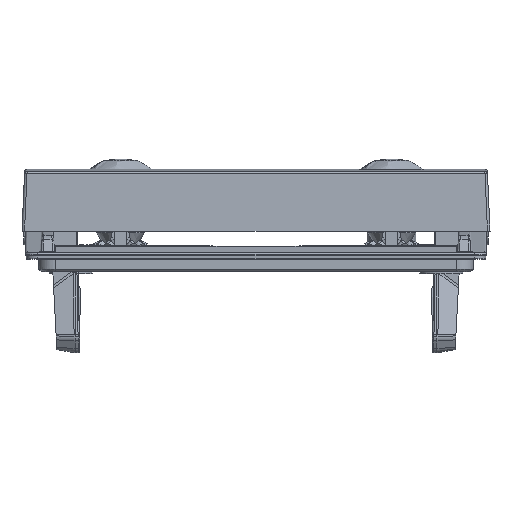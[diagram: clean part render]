
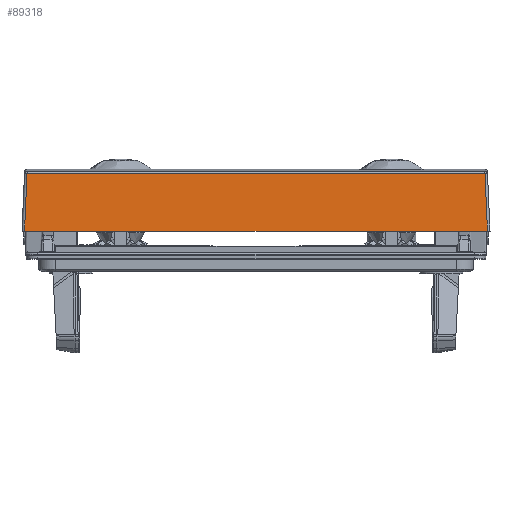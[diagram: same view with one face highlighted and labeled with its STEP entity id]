
A CAD part, front view. The second image highlights one B-rep face of the part: STEP entity #89318.
In plain terms, the highlighted face is planar.
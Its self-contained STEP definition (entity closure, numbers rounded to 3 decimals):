
#82281=CARTESIAN_POINT('',(-27.5,0.602,27.3));
#82295=CARTESIAN_POINT('',(27.5,0.602,27.3));
#82328=DIRECTION('',(-0.044,-0.998,0.044));
#82329=VECTOR('',#82328,6.834);
#82330=CARTESIAN_POINT('',(-27.202,7.423,
27.002));
#82331=LINE('2323',#82330,#82329);
#82332=DIRECTION('',(-1.,0.,0.));
#82333=VECTOR('',#82332,54.405);
#82334=CARTESIAN_POINT('',(27.202,7.423,27.002));
#82335=LINE('3429',#82334,#82333);
#82336=DIRECTION('',(0.044,-0.998,0.044));
#82337=VECTOR('',#82336,6.834);
#82338=CARTESIAN_POINT('',(27.202,7.423,27.002));
#82339=LINE('2324',#82338,#82337);
#82340=DIRECTION('',(1.,0.,0.));
#82341=VECTOR('',#82340,55.001);
#82342=CARTESIAN_POINT('',(-27.5,0.602,27.3));
#82343=LINE('2308',#82342,#82341);
#85615=VERTEX_POINT('',#82281);
#85618=VERTEX_POINT('',#82295);
#85625=CARTESIAN_POINT('',(-27.202,7.423,
27.002));
#85626=VERTEX_POINT('',#85625);
#85627=CARTESIAN_POINT('',(27.202,7.423,27.002));
#85628=VERTEX_POINT('',#85627);
#89306=CARTESIAN_POINT('',(-28.92,0.602,27.3));
#89307=DIRECTION('',(0.,0.044,0.999));
#89308=DIRECTION('',(-1.,0.,0.));
#89309=AXIS2_PLACEMENT_3D('',#89306,#89307,#89308);
#89310=PLANE('1981',#89309);
#89311=ORIENTED_EDGE('2323',*,*,#89253,.F.);
#89312=ORIENTED_EDGE('3429',*,*,#89290,.F.);
#89314=ORIENTED_EDGE('2324',*,*,#89313,.T.);
#89315=ORIENTED_EDGE('2308',*,*,#89217,.F.);
#89316=EDGE_LOOP('1981',(#89311,#89312,#89314,#89315));
#89317=FACE_OUTER_BOUND('1981',#89316,.F.);
#89217=EDGE_CURVE('2308',#85615,#85618,#82343,.T.);
#89253=EDGE_CURVE('2323',#85626,#85615,#82331,.T.);
#89290=EDGE_CURVE('3429',#85628,#85626,#82335,.T.);
#89313=EDGE_CURVE('2324',#85628,#85618,#82339,.T.);
#89318=ADVANCED_FACE('1981',(#89317),#89310,.T.);
